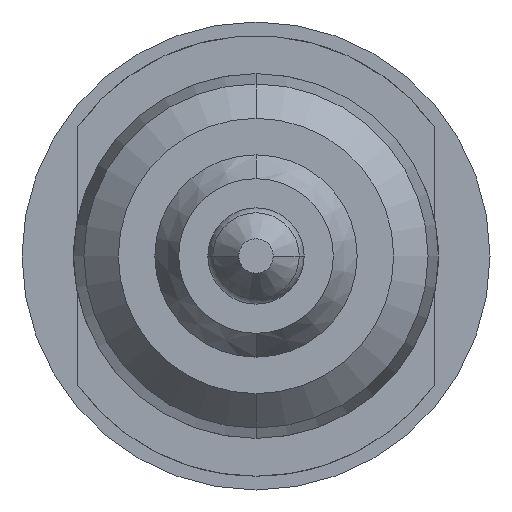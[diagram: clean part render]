
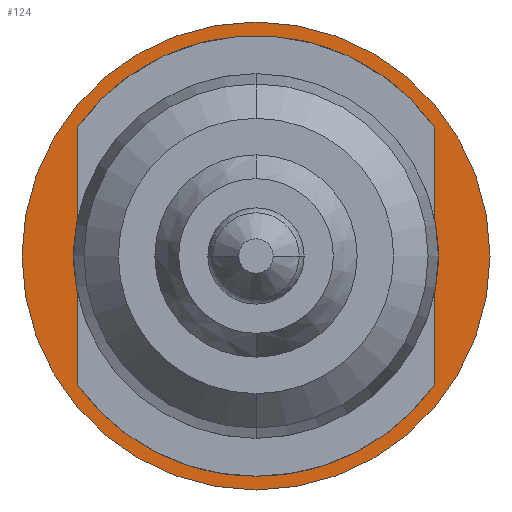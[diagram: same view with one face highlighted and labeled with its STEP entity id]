
A CAD part, front view. The second image highlights one B-rep face of the part: STEP entity #124.
In plain terms, the highlighted planar face has unit normal (0, -1, 0).
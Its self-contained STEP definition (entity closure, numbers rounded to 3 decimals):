
#81 = DIRECTION ( 'NONE',  ( 0., -1., 0. ) ) ;
#124 = ADVANCED_FACE ( 'NONE', ( #2341, #1185 ), #5291, .T. ) ;
#185 = VERTEX_POINT ( 'NONE', #2160 ) ;
#231 = CARTESIAN_POINT ( 'NONE',  ( 0., 39.9, 0. ) ) ;
#479 = CARTESIAN_POINT ( 'NONE',  ( 0., 39.9, 0. ) ) ;
#518 = AXIS2_PLACEMENT_3D ( 'NONE', #832, #3043, #1811 ) ;
#541 = CARTESIAN_POINT ( 'NONE',  ( 0., 39.9, -1.7 ) ) ;
#699 = CIRCLE ( 'NONE', #1732, 1.7 ) ;
#832 = CARTESIAN_POINT ( 'NONE',  ( 1.7, 39.9, 0. ) ) ;
#849 = CIRCLE ( 'NONE', #3222, 1.13 ) ;
#900 = ORIENTED_EDGE ( 'NONE', *, *, #5079, .T. ) ;
#976 = DIRECTION ( 'NONE',  ( 0., -1., 0. ) ) ;
#983 = VERTEX_POINT ( 'NONE', #541 ) ;
#1054 = AXIS2_PLACEMENT_3D ( 'NONE', #479, #976, #4391 ) ;
#1098 = CARTESIAN_POINT ( 'NONE',  ( 0., 39.9, 0. ) ) ;
#1185 = FACE_BOUND ( 'NONE', #1272, .T. ) ;
#1272 = EDGE_LOOP ( 'NONE', ( #4819, #3596 ) ) ;
#1503 = DIRECTION ( 'NONE',  ( 0., 0., -1. ) ) ;
#1732 = AXIS2_PLACEMENT_3D ( 'NONE', #3537, #81, #1844 ) ;
#1811 = DIRECTION ( 'NONE',  ( 0., 0., -1. ) ) ;
#1844 = DIRECTION ( 'NONE',  ( 0., 0., -1. ) ) ;
#1956 = CIRCLE ( 'NONE', #2277, 1.7 ) ;
#2160 = CARTESIAN_POINT ( 'NONE',  ( 0., 39.9, 1.7 ) ) ;
#2247 = EDGE_CURVE ( 'NONE', #4756, #3108, #849, .T. ) ;
#2277 = AXIS2_PLACEMENT_3D ( 'NONE', #231, #3765, #5458 ) ;
#2341 = FACE_OUTER_BOUND ( 'NONE', #5594, .T. ) ;
#2726 = CARTESIAN_POINT ( 'NONE',  ( 0., 39.9, -1.13 ) ) ;
#3043 = DIRECTION ( 'NONE',  ( 0., -1., 0. ) ) ;
#3108 = VERTEX_POINT ( 'NONE', #3283 ) ;
#3222 = AXIS2_PLACEMENT_3D ( 'NONE', #1098, #4564, #1503 ) ;
#3283 = CARTESIAN_POINT ( 'NONE',  ( 0., 39.9, 1.13 ) ) ;
#3537 = CARTESIAN_POINT ( 'NONE',  ( 0., 39.9, 0. ) ) ;
#3596 = ORIENTED_EDGE ( 'NONE', *, *, #4739, .F. ) ;
#3765 = DIRECTION ( 'NONE',  ( 0., -1., 0. ) ) ;
#4391 = DIRECTION ( 'NONE',  ( 0., 0., -1. ) ) ;
#4564 = DIRECTION ( 'NONE',  ( 0., -1., 0. ) ) ;
#4739 = EDGE_CURVE ( 'NONE', #3108, #4756, #5380, .T. ) ;
#4756 = VERTEX_POINT ( 'NONE', #2726 ) ;
#4819 = ORIENTED_EDGE ( 'NONE', *, *, #2247, .F. ) ;
#5079 = EDGE_CURVE ( 'NONE', #983, #185, #699, .T. ) ;
#5220 = EDGE_CURVE ( 'NONE', #185, #983, #1956, .T. ) ;
#5291 = PLANE ( 'NONE',  #518 ) ;
#5380 = CIRCLE ( 'NONE', #1054, 1.13 ) ;
#5439 = ORIENTED_EDGE ( 'NONE', *, *, #5220, .T. ) ;
#5458 = DIRECTION ( 'NONE',  ( 0., 0., -1. ) ) ;
#5594 = EDGE_LOOP ( 'NONE', ( #900, #5439 ) ) ;
